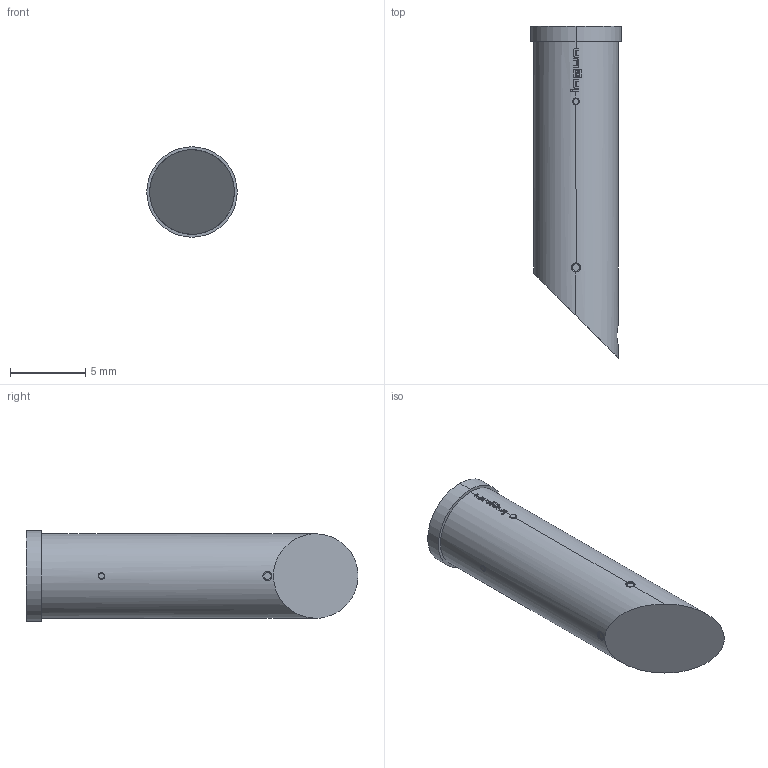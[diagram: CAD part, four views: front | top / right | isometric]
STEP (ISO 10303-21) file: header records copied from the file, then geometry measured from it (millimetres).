
FILE_DESCRIPTION (( 'STEP AP203' ), '1' );
FILE_NAME ('INGUN_RKS-366_23.STEP', '2025-07-30T12:12:01', ( '' ), ( '' ), 'SwSTEP 2.0', 'SolidWorks 2023', '' );
FILE_SCHEMA (( 'CONFIG_CONTROL_DESIGN' ));
Length unit declared in the file: millimetre
Products named in the file (1): INGUN_RKS-366_23
Bounding box: 6 x 22 x 6 mm (x, y, z)
Volume: 476 mm3; surface area: 407.7 mm2
Topology: 1 solids, 1 shells, 134 faces, 364 edges, 239 vertices
Faces by surface type: plane 51, bspline 38, cylinder 37, torus 8
Entity records: 5265 total; most frequent: CARTESIAN_POINT 2121, ORIENTED_EDGE 728, DIRECTION 527, EDGE_CURVE 364, VERTEX_POINT 239, AXIS2_PLACEMENT_3D 218, B_SPLINE_CURVE_WITH_KNOTS 150, EDGE_LOOP 141
